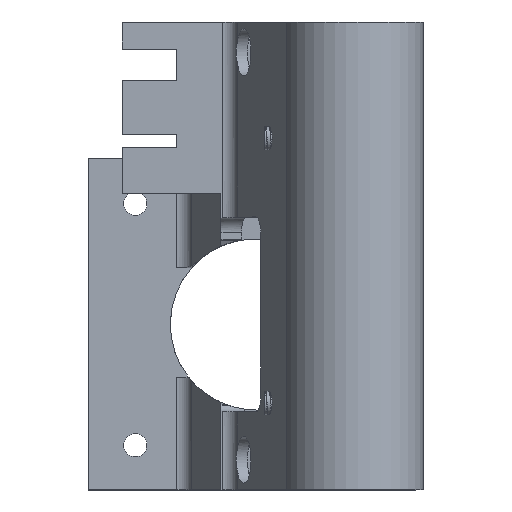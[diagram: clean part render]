
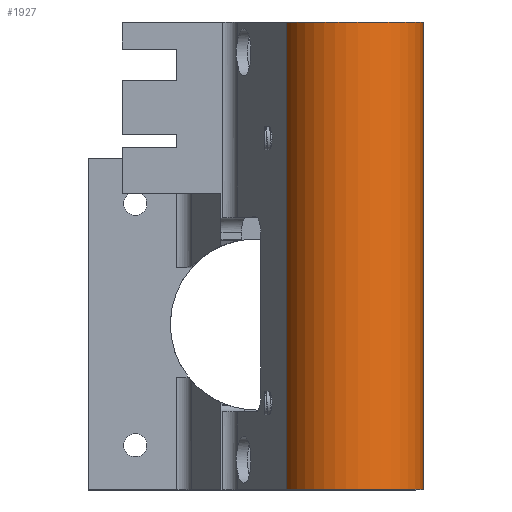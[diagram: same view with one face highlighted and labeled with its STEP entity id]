
A CAD part, top view. The second image highlights one B-rep face of the part: STEP entity #1927.
In plain terms, the highlighted cylindrical face has radius 9 mm (diameter 18 mm), a partial arc.
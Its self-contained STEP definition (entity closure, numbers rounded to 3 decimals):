
#79=CIRCLE('',#2089,9.);
#84=CIRCLE('',#2106,9.);
#200=LINE('',#3255,#337);
#229=LINE('',#3335,#366);
#337=VECTOR('',#2479,10.);
#366=VECTOR('',#2568,10.);
#589=FACE_OUTER_BOUND('',#719,.T.);
#719=EDGE_LOOP('',(#1674,#1675,#1676,#1677));
#916=VERTEX_POINT('',#3252);
#917=VERTEX_POINT('',#3254);
#927=VERTEX_POINT('',#3288);
#938=VERTEX_POINT('',#3333);
#1161=EDGE_CURVE('',#917,#916,#200,.T.);
#1179=EDGE_CURVE('',#917,#927,#79,.T.);
#1201=EDGE_CURVE('',#938,#916,#84,.T.);
#1202=EDGE_CURVE('',#927,#938,#229,.T.);
#1674=ORIENTED_EDGE('',*,*,#1179,.F.);
#1675=ORIENTED_EDGE('',*,*,#1161,.T.);
#1676=ORIENTED_EDGE('',*,*,#1201,.F.);
#1677=ORIENTED_EDGE('',*,*,#1202,.F.);
#1846=CYLINDRICAL_SURFACE('',#2105,9.);
#1927=ADVANCED_FACE('',(#589),#1846,.T.);
#2089=AXIS2_PLACEMENT_3D('',#3289,#2515,#2516);
#2105=AXIS2_PLACEMENT_3D('',#3332,#2564,#2565);
#2106=AXIS2_PLACEMENT_3D('',#3334,#2566,#2567);
#2479=DIRECTION('',(0.,-1.,0.));
#2515=DIRECTION('center_axis',(0.,1.,0.));
#2516=DIRECTION('ref_axis',(-0.955,0.,0.296));
#2564=DIRECTION('center_axis',(0.,-1.,0.));
#2565=DIRECTION('ref_axis',(-0.955,0.,0.296));
#2566=DIRECTION('center_axis',(0.,-1.,0.));
#2567=DIRECTION('ref_axis',(-0.955,0.,0.296));
#2568=DIRECTION('',(0.,-1.,0.));
#3252=CARTESIAN_POINT('',(-8.597,-60.,2.664));
#3254=CARTESIAN_POINT('',(-8.597,0.,2.664));
#3255=CARTESIAN_POINT('',(-8.597,0.,2.664));
#3288=CARTESIAN_POINT('',(9.,0.,0.));
#3289=CARTESIAN_POINT('Origin',(0.,0.,0.));
#3332=CARTESIAN_POINT('Origin',(0.,0.,0.));
#3333=CARTESIAN_POINT('',(9.,-60.,0.));
#3334=CARTESIAN_POINT('Origin',(0.,-60.,0.));
#3335=CARTESIAN_POINT('',(9.,0.,0.));
